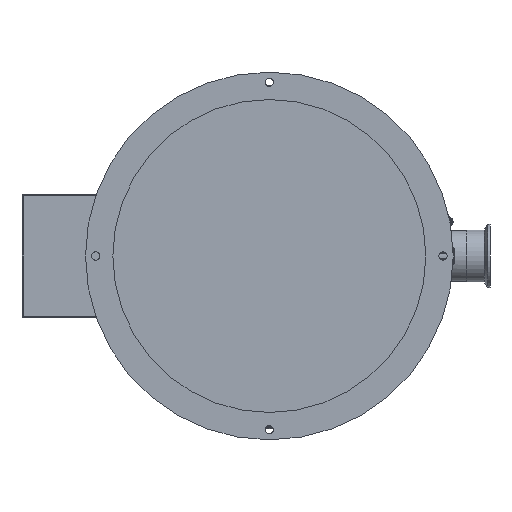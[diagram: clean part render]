
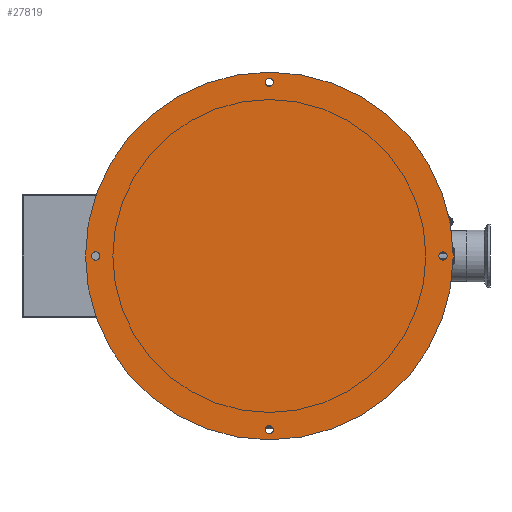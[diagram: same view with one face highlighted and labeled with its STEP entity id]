
A CAD part, front view. The second image highlights one B-rep face of the part: STEP entity #27819.
In plain terms, the highlighted planar face has unit normal (0, -1, 0).
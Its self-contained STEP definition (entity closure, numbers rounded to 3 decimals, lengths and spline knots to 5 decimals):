
#2073=FACE_BOUND('',#6402,.T.);
#2074=FACE_BOUND('',#6403,.T.);
#2075=FACE_BOUND('',#6404,.T.);
#2076=FACE_BOUND('',#6405,.T.);
#3714=FACE_OUTER_BOUND('',#6401,.T.);
#6401=EDGE_LOOP('',(#23056,#23057));
#6402=EDGE_LOOP('',(#23058,#23059));
#6403=EDGE_LOOP('',(#23060,#23061));
#6404=EDGE_LOOP('',(#23062,#23063));
#6405=EDGE_LOOP('',(#23064,#23065));
#8422=CIRCLE('',#31389,0.005);
#8423=CIRCLE('',#31390,0.005);
#8425=CIRCLE('',#31393,0.005);
#8426=CIRCLE('',#31394,0.005);
#8428=CIRCLE('',#31397,0.005);
#8429=CIRCLE('',#31398,0.005);
#8431=CIRCLE('',#31401,0.005);
#8432=CIRCLE('',#31402,0.005);
#8437=CIRCLE('',#31410,0.225);
#8438=CIRCLE('',#31411,0.225);
#13383=VERTEX_POINT('',#49911);
#13384=VERTEX_POINT('',#49913);
#13386=VERTEX_POINT('',#49919);
#13387=VERTEX_POINT('',#49921);
#13389=VERTEX_POINT('',#49927);
#13390=VERTEX_POINT('',#49929);
#13392=VERTEX_POINT('',#49935);
#13393=VERTEX_POINT('',#49937);
#13398=VERTEX_POINT('',#49951);
#13399=VERTEX_POINT('',#49952);
#16735=EDGE_CURVE('',#13384,#13383,#8422,.T.);
#16736=EDGE_CURVE('',#13383,#13384,#8423,.T.);
#16739=EDGE_CURVE('',#13387,#13386,#8425,.T.);
#16740=EDGE_CURVE('',#13386,#13387,#8426,.T.);
#16743=EDGE_CURVE('',#13390,#13389,#8428,.T.);
#16744=EDGE_CURVE('',#13389,#13390,#8429,.T.);
#16747=EDGE_CURVE('',#13393,#13392,#8431,.T.);
#16748=EDGE_CURVE('',#13392,#13393,#8432,.T.);
#16753=EDGE_CURVE('',#13398,#13399,#8437,.T.);
#16754=EDGE_CURVE('',#13399,#13398,#8438,.T.);
#23056=ORIENTED_EDGE('',*,*,#16753,.T.);
#23057=ORIENTED_EDGE('',*,*,#16754,.T.);
#23058=ORIENTED_EDGE('',*,*,#16735,.T.);
#23059=ORIENTED_EDGE('',*,*,#16736,.T.);
#23060=ORIENTED_EDGE('',*,*,#16739,.T.);
#23061=ORIENTED_EDGE('',*,*,#16740,.T.);
#23062=ORIENTED_EDGE('',*,*,#16743,.T.);
#23063=ORIENTED_EDGE('',*,*,#16744,.T.);
#23064=ORIENTED_EDGE('',*,*,#16747,.T.);
#23065=ORIENTED_EDGE('',*,*,#16748,.T.);
#26093=PLANE('',#31412);
#27819=ADVANCED_FACE('',(#3714,#2073,#2074,#2075,#2076),#26093,.T.);
#31389=AXIS2_PLACEMENT_3D('',#49914,#39525,#39526);
#31390=AXIS2_PLACEMENT_3D('',#49915,#39527,#39528);
#31393=AXIS2_PLACEMENT_3D('',#49922,#39534,#39535);
#31394=AXIS2_PLACEMENT_3D('',#49923,#39536,#39537);
#31397=AXIS2_PLACEMENT_3D('',#49930,#39543,#39544);
#31398=AXIS2_PLACEMENT_3D('',#49931,#39545,#39546);
#31401=AXIS2_PLACEMENT_3D('',#49938,#39552,#39553);
#31402=AXIS2_PLACEMENT_3D('',#49939,#39554,#39555);
#31410=AXIS2_PLACEMENT_3D('',#49953,#39570,#39571);
#31411=AXIS2_PLACEMENT_3D('',#49954,#39572,#39573);
#31412=AXIS2_PLACEMENT_3D('',#49956,#39575,#39576);
#39525=DIRECTION('center_axis',(0.,1.,0.));
#39526=DIRECTION('ref_axis',(0.,0.,
-1.));
#39527=DIRECTION('center_axis',(0.,1.,0.));
#39528=DIRECTION('ref_axis',(0.,0.,
-1.));
#39534=DIRECTION('center_axis',(0.,1.,0.));
#39535=DIRECTION('ref_axis',(1.,0.,0.));
#39536=DIRECTION('center_axis',(0.,1.,0.));
#39537=DIRECTION('ref_axis',(1.,0.,0.));
#39543=DIRECTION('center_axis',(0.,1.,0.));
#39544=DIRECTION('ref_axis',(0.,0.,
1.));
#39545=DIRECTION('center_axis',(0.,1.,0.));
#39546=DIRECTION('ref_axis',(0.,0.,
1.));
#39552=DIRECTION('center_axis',(0.,1.,0.));
#39553=DIRECTION('ref_axis',(-1.,0.,0.));
#39554=DIRECTION('center_axis',(0.,1.,0.));
#39555=DIRECTION('ref_axis',(-1.,0.,0.));
#39570=DIRECTION('center_axis',(0.,-1.,0.));
#39571=DIRECTION('ref_axis',(-1.,0.,0.));
#39572=DIRECTION('center_axis',(0.,-1.,0.));
#39573=DIRECTION('ref_axis',(-1.,0.,0.));
#39575=DIRECTION('center_axis',(0.,-1.,0.));
#39576=DIRECTION('ref_axis',(0.,0.,
1.));
#49911=CARTESIAN_POINT('',(0.2125,0.,0.005));
#49913=CARTESIAN_POINT('',(0.2125,0.,-0.005));
#49914=CARTESIAN_POINT('Origin',(0.2125,0.,
0.));
#49915=CARTESIAN_POINT('Origin',(0.2125,0.,
0.));
#49919=CARTESIAN_POINT('',(-0.005,0.,0.2125));
#49921=CARTESIAN_POINT('',(0.005,0.,0.2125));
#49922=CARTESIAN_POINT('Origin',(0.,0.,
0.2125));
#49923=CARTESIAN_POINT('Origin',(0.,0.,
0.2125));
#49927=CARTESIAN_POINT('',(-0.2125,0.,-0.005));
#49929=CARTESIAN_POINT('',(-0.2125,0.,0.005));
#49930=CARTESIAN_POINT('Origin',(-0.2125,0.,
0.));
#49931=CARTESIAN_POINT('Origin',(-0.2125,0.,
0.));
#49935=CARTESIAN_POINT('',(0.005,0.,-0.2125));
#49937=CARTESIAN_POINT('',(-0.005,0.,-0.2125));
#49938=CARTESIAN_POINT('Origin',(0.,0.,
-0.2125));
#49939=CARTESIAN_POINT('Origin',(0.,0.,
-0.2125));
#49951=CARTESIAN_POINT('',(-0.225,0.,0.));
#49952=CARTESIAN_POINT('',(0.225,0.,0.));
#49953=CARTESIAN_POINT('Origin',(0.,0.,
0.));
#49954=CARTESIAN_POINT('Origin',(0.,0.,
0.));
#49956=CARTESIAN_POINT('Origin',(-0.2075,0.,
0.));
